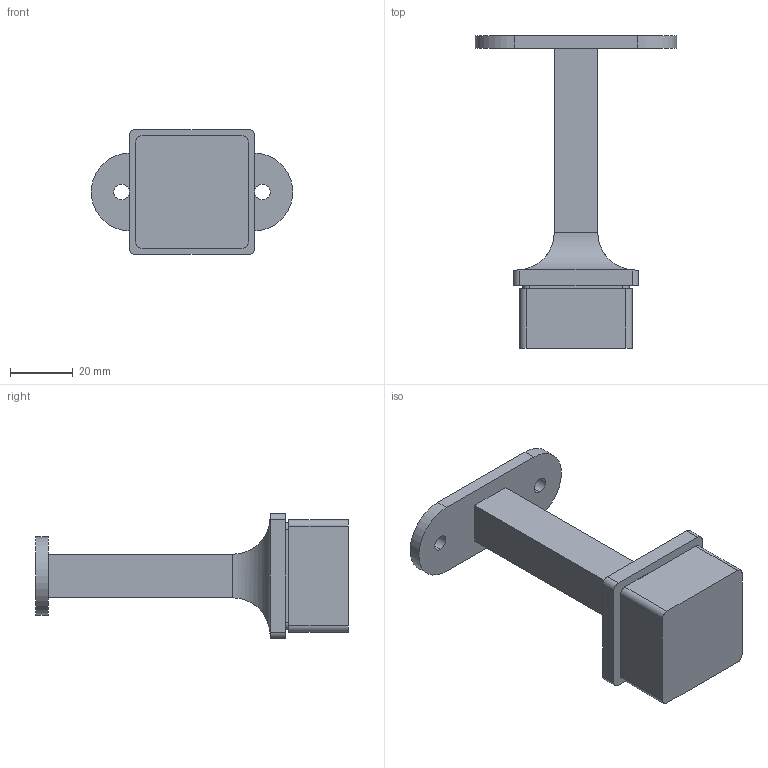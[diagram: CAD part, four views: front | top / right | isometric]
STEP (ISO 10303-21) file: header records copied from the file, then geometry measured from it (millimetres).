
FILE_DESCRIPTION (( 'STEP AP203' ), '1' );
FILE_NAME ('3D_GC2302_40x40xFlach_188706120.STEP', '2024-10-16T11:01:36', ( '' ), ( '' ), 'SwSTEP 2.0', 'SolidWorks 2024', '' );
FILE_SCHEMA (( 'CONFIG_CONTROL_DESIGN' ));
Length unit declared in the file: millimetre
Products named in the file (1): 3D_GC2302_40x40xFlach_188706120
Bounding box: 64.5 x 100 x 40 mm (x, y, z)
Volume: 55663.6 mm3; surface area: 15076.8 mm2
Topology: 2 solids, 2 shells, 88 faces, 260 edges, 168 vertices
Faces by surface type: plane 52, cylinder 30, cone 6
Entity records: 3021 total; most frequent: CARTESIAN_POINT 525, ORIENTED_EDGE 512, DIRECTION 508, EDGE_CURVE 256, LINE 174, VECTOR 174, VERTEX_POINT 168, AXIS2_PLACEMENT_3D 167
